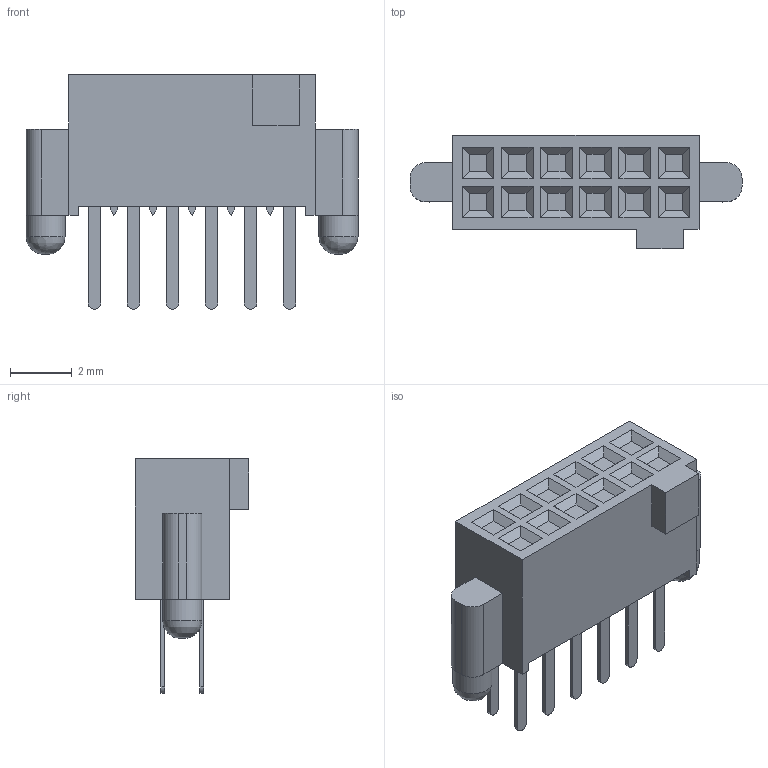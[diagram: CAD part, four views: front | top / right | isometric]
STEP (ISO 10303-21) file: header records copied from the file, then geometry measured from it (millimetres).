
FILE_DESCRIPTION(/* description */ (''),/* implementation_level */ '2;1');
FILE_NAME(/* name */ 'SAMTEC_SFM-106-01-L-D-A.stp',/* time_stamp */ '2015-03-19T12:32:28+01:00',/* author */ ('admchouv'),/* organization */ ('SAMTEC'),/* preprocessor_version */ 'ST-DEVELOPER v15.5',/* originating_system */ 'AutoCAD Mechanical',/* authorisation */ '');
FILE_SCHEMA (('AUTOMOTIVE_DESIGN { 1 0 10303 214 3 1 1 }'));
Length unit declared in the file: millimetre
Products named in the file (1): Product
Bounding box: 10.79 x 3.68 x 7.62 mm (x, y, z)
Volume: 119 mm3; surface area: 230.5 mm2
Topology: 13 solids, 13 shells, 198 faces, 459 edges, 304 vertices
Faces by surface type: plane 178, cylinder 18, bspline 2
Full cylindrical faces by diameter (mm): 1.27 x2
Entity records: 5600 total; most frequent: CARTESIAN_POINT 1016, ORIENTED_EDGE 914, DIRECTION 895, EDGE_CURVE 457, LINE 409, VECTOR 409, VERTEX_POINT 304, AXIS2_PLACEMENT_3D 243
